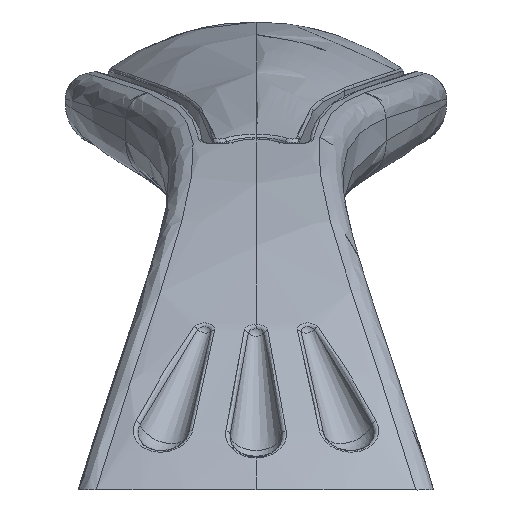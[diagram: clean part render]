
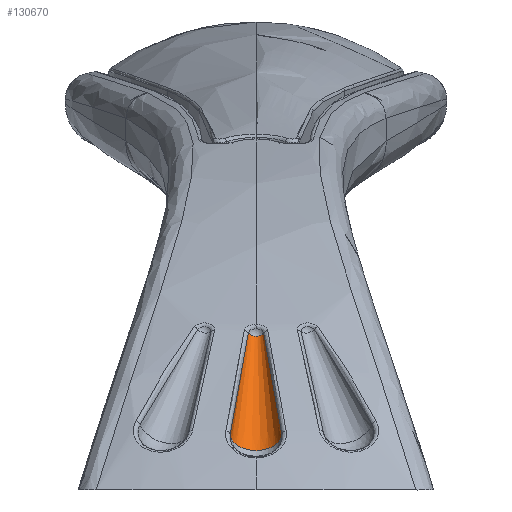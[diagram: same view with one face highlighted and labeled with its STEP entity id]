
A CAD part, left-side view. The second image highlights one B-rep face of the part: STEP entity #130670.
In plain terms, the highlighted conical face has half-angle 7.181 degrees and reference radius 1.488 mm.
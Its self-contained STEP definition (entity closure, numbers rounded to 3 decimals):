
#130160=CARTESIAN_POINT('',(-62.336,20.5,-17.248));
#130170=DIRECTION('',(-0.656,0.,
-0.755));
#130180=DIRECTION('',(-0.755,0.,0.656));
#130190=AXIS2_PLACEMENT_3D('',#130160,#130170,#130180);
#130200=CONICAL_SURFACE('',#130190,1.488,0.125);
#130210=CARTESIAN_POINT('',(-62.305,19.012,
-17.274));
#130220=CARTESIAN_POINT('',(-61.483,19.176,
-16.249));
#130230=CARTESIAN_POINT('',(-60.006,19.462,
-14.536));
#130240=CARTESIAN_POINT('',(-58.183,19.794,
-12.641));
#130250=CARTESIAN_POINT('',(-57.266,19.99,
-11.706));
#130260=CARTESIAN_POINT('',(-57.009,20.052,
-11.444));
#130270=B_SPLINE_CURVE_WITH_KNOTS('',3,(#130210,#130220,#130230,#130240,
#130250,#130260),.UNSPECIFIED.,.F.,.F.,(4,1,1,4),(0.,0.5,
0.86,1.),.UNSPECIFIED.);
#130280=CARTESIAN_POINT('',(-62.305,19.012,
-17.274));
#130290=VERTEX_POINT('',#130280);
#130300=CARTESIAN_POINT('',(-57.009,20.052,
-11.444));
#130310=VERTEX_POINT('',#130300);
#130320=EDGE_CURVE('',#130290,#130310,#130270,.T.);
#130330=ORIENTED_EDGE('',*,*,#130320,.T.);
#130340=CARTESIAN_POINT('',(-62.336,20.5,
-17.248));
#130350=DIRECTION('',(0.656,0.,
0.755));
#130360=DIRECTION('',(0.755,0.,-0.656));
#130370=AXIS2_PLACEMENT_3D('',#130340,#130350,#130360);
#130380=CIRCLE('',#130370,1.488);
#130390=CARTESIAN_POINT('',(-62.305,21.988,
-17.274));
#130400=VERTEX_POINT('',#130390);
#130410=EDGE_CURVE('',#130290,#130400,#130380,.T.);
#130420=ORIENTED_EDGE('',*,*,#130410,.F.);
#130430=CARTESIAN_POINT('',(-57.009,20.948,
-11.444));
#130440=CARTESIAN_POINT('',(-57.479,21.06,
-11.924));
#130450=CARTESIAN_POINT('',(-58.411,21.246,
-12.875));
#130460=CARTESIAN_POINT('',(-59.625,21.47,
-14.156));
#130470=CARTESIAN_POINT('',(-60.931,21.716,
-15.608));
#130480=CARTESIAN_POINT('',(-61.765,21.88,
-16.6));
#130490=CARTESIAN_POINT('',(-62.305,21.988,
-17.274));
#130500=B_SPLINE_CURVE_WITH_KNOTS('',3,(#130430,#130440,#130450,#130460,
#130470,#130480,#130490),.UNSPECIFIED.,.F.,.F.,(4,1,1,1,4),(0.,
0.257,0.507,0.671,1.),.UNSPECIFIED.)
;
#130510=CARTESIAN_POINT('',(-57.009,20.948,
-11.444));
#130520=VERTEX_POINT('',#130510);
#130530=EDGE_CURVE('',#130520,#130400,#130500,.T.);
#130540=ORIENTED_EDGE('',*,*,#130530,.T.);
#130550=CARTESIAN_POINT('',(-57.009,20.052,
-11.444));
#130560=CARTESIAN_POINT('',(-56.946,20.091,
-11.498));
#130570=CARTESIAN_POINT('',(-56.835,20.22,
-11.595));
#130580=CARTESIAN_POINT('',(-56.775,20.5,
-11.648));
#130590=CARTESIAN_POINT('',(-56.835,20.78,
-11.595));
#130600=CARTESIAN_POINT('',(-56.946,20.909,
-11.498));
#130610=CARTESIAN_POINT('',(-57.009,20.948,
-11.444));
#130620=B_SPLINE_CURVE_WITH_KNOTS('',3,(#130550,#130560,#130570,#130580,
#130590,#130600,#130610),.UNSPECIFIED.,.F.,.F.,(4,1,1,1,4),(0.,
0.25,0.5,0.75,1.),.UNSPECIFIED.)
;
#130630=EDGE_CURVE('',#130310,#130520,#130620,.T.);
#130640=ORIENTED_EDGE('',*,*,#130630,.T.);
#130650=EDGE_LOOP('',(#130640,#130540,#130420,#130330));
#130660=FACE_OUTER_BOUND('',#130650,.T.);
#130670=ADVANCED_FACE('',(#130660),#130200,.F.);
